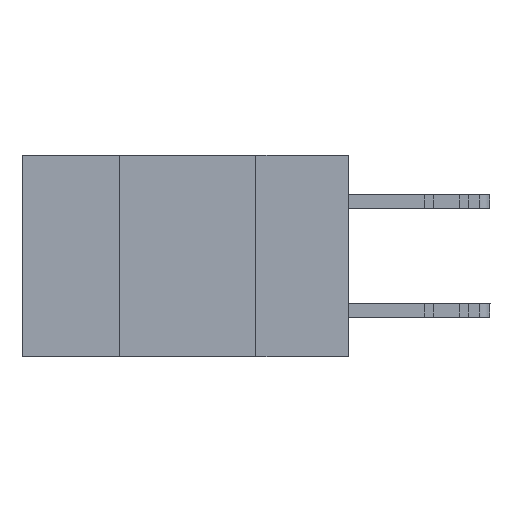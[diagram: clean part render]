
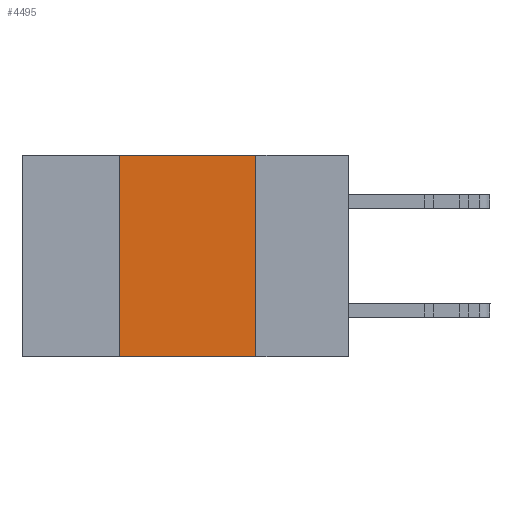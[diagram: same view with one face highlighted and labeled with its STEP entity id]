
A CAD part, left-side view. The second image highlights one B-rep face of the part: STEP entity #4495.
In plain terms, the highlighted planar face has unit normal (-1, 0, 0).
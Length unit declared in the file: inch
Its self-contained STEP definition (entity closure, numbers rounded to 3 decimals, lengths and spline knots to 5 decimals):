
#621 = EDGE_LOOP ( 'NONE', ( #21675, #4950, #10950, #23502 ) ) ;
#1294 = CARTESIAN_POINT ( 'NONE',  ( 0., 0.42, -0.37 ) ) ;
#1785 = CARTESIAN_POINT ( 'NONE',  ( 0., 0.6, -0.37 ) ) ;
#1837 = AXIS2_PLACEMENT_3D ( 'NONE', #18852, #18787, #18755 ) ;
#2328 = VERTEX_POINT ( 'NONE', #20688 ) ;
#3174 = CARTESIAN_POINT ( 'NONE',  ( 0., 0.17, 0. ) ) ;
#3857 = CARTESIAN_POINT ( 'NONE',  ( 0., 0.42, 0. ) ) ;
#4495 = ADVANCED_FACE ( 'NONE', ( #10684 ), #18855, .F. ) ;
#4544 = VECTOR ( 'NONE', #23945, 39.37008 ) ;
#4950 = ORIENTED_EDGE ( 'NONE', *, *, #8944, .F. ) ;
#6830 = CARTESIAN_POINT ( 'NONE',  ( 0., 0.42, -0.37 ) ) ;
#7429 = LINE ( 'NONE', #1294, #18121 ) ;
#7917 = CARTESIAN_POINT ( 'NONE',  ( 0., 0.6, 0. ) ) ;
#8917 = LINE ( 'NONE', #7917, #18939 ) ;
#8944 = EDGE_CURVE ( 'NONE', #17531, #18706, #8917, .T. ) ;
#9915 = DIRECTION ( 'NONE',  ( 0., -1., 0. ) ) ;
#10684 = FACE_OUTER_BOUND ( 'NONE', #621, .T. ) ;
#10950 = ORIENTED_EDGE ( 'NONE', *, *, #25912, .F. ) ;
#11376 = VERTEX_POINT ( 'NONE', #6830 ) ;
#14959 = EDGE_CURVE ( 'NONE', #11376, #2328, #15284, .T. ) ;
#15284 = LINE ( 'NONE', #1785, #4544 ) ;
#17449 = EDGE_CURVE ( 'NONE', #18706, #2328, #19467, .T. ) ;
#17531 = VERTEX_POINT ( 'NONE', #3857 ) ;
#18121 = VECTOR ( 'NONE', #19417, 39.37008 ) ;
#18706 = VERTEX_POINT ( 'NONE', #3174 ) ;
#18755 = DIRECTION ( 'NONE',  ( 0., 0., -1. ) ) ;
#18787 = DIRECTION ( 'NONE',  ( 1., 0., 0. ) ) ;
#18852 = CARTESIAN_POINT ( 'NONE',  ( 0., 0.6, 0. ) ) ;
#18855 = PLANE ( 'NONE',  #1837 ) ;
#18939 = VECTOR ( 'NONE', #9915, 39.37008 ) ;
#19417 = DIRECTION ( 'NONE',  ( 0., 0., 1. ) ) ;
#19467 = LINE ( 'NONE', #23744, #24157 ) ;
#19706 = DIRECTION ( 'NONE',  ( 0., 0., -1. ) ) ;
#20688 = CARTESIAN_POINT ( 'NONE',  ( 0., 0.17, -0.37 ) ) ;
#21675 = ORIENTED_EDGE ( 'NONE', *, *, #17449, .F. ) ;
#23502 = ORIENTED_EDGE ( 'NONE', *, *, #14959, .T. ) ;
#23744 = CARTESIAN_POINT ( 'NONE',  ( 0., 0.17, -0.37 ) ) ;
#23945 = DIRECTION ( 'NONE',  ( 0., -1., 0. ) ) ;
#24157 = VECTOR ( 'NONE', #19706, 39.37008 ) ;
#25912 = EDGE_CURVE ( 'NONE', #11376, #17531, #7429, .T. ) ;
